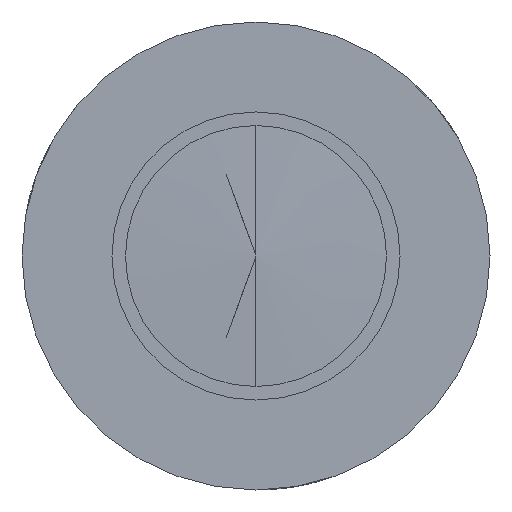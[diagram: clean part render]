
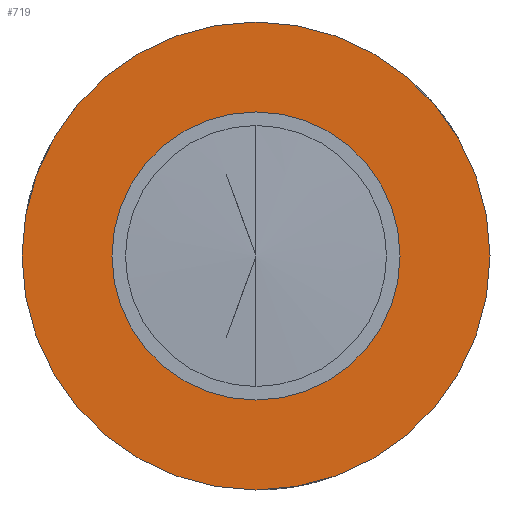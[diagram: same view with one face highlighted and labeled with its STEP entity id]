
A CAD part, left-side view. The second image highlights one B-rep face of the part: STEP entity #719.
In plain terms, the highlighted planar face has unit normal (-1, 0, 0).
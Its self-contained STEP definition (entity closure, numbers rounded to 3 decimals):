
#14 = DIRECTION ( 'NONE',  ( 0., 0., 1. ) ) ;
#80 = DIRECTION ( 'NONE',  ( 0., 0., 1. ) ) ;
#83 = ORIENTED_EDGE ( 'NONE', *, *, #332, .F. ) ;
#92 = VERTEX_POINT ( 'NONE', #806 ) ;
#106 = EDGE_CURVE ( 'NONE', #540, #92, #456, .T. ) ;
#127 = DIRECTION ( 'NONE',  ( 1., 0., 0. ) ) ;
#132 = AXIS2_PLACEMENT_3D ( 'NONE', #688, #855, #80 ) ;
#170 = AXIS2_PLACEMENT_3D ( 'NONE', #825, #323, #676 ) ;
#172 = ORIENTED_EDGE ( 'NONE', *, *, #895, .F. ) ;
#182 = DIRECTION ( 'NONE',  ( 1., 0., 0. ) ) ;
#205 = AXIS2_PLACEMENT_3D ( 'NONE', #759, #1021, #1100 ) ;
#252 = CIRCLE ( 'NONE', #1091, 13. ) ;
#257 = EDGE_CURVE ( 'NONE', #92, #540, #968, .T. ) ;
#280 = CARTESIAN_POINT ( 'NONE',  ( 68.09, 0., 13. ) ) ;
#304 = CARTESIAN_POINT ( 'NONE',  ( 68.09, 0., -13. ) ) ;
#323 = DIRECTION ( 'NONE',  ( 1., 0., 0. ) ) ;
#332 = EDGE_CURVE ( 'NONE', #553, #709, #713, .T. ) ;
#336 = EDGE_LOOP ( 'NONE', ( #1036, #527 ) ) ;
#392 = CARTESIAN_POINT ( 'NONE',  ( 68.09, 0., 0. ) ) ;
#446 = CARTESIAN_POINT ( 'NONE',  ( 68.09, 0., 0. ) ) ;
#456 = CIRCLE ( 'NONE', #1058, 8. ) ;
#468 = FACE_BOUND ( 'NONE', #336, .T. ) ;
#492 = EDGE_LOOP ( 'NONE', ( #83, #172 ) ) ;
#527 = ORIENTED_EDGE ( 'NONE', *, *, #257, .T. ) ;
#540 = VERTEX_POINT ( 'NONE', #976 ) ;
#553 = VERTEX_POINT ( 'NONE', #280 ) ;
#578 = DIRECTION ( 'NONE',  ( 0., 0., 1. ) ) ;
#676 = DIRECTION ( 'NONE',  ( 0., -0.35, 0.937 ) ) ;
#688 = CARTESIAN_POINT ( 'NONE',  ( 68.09, 0., 0. ) ) ;
#709 = VERTEX_POINT ( 'NONE', #304 ) ;
#713 = CIRCLE ( 'NONE', #132, 13. ) ;
#719 = ADVANCED_FACE ( 'NONE', ( #468, #1012 ), #1094, .F. ) ;
#759 = CARTESIAN_POINT ( 'NONE',  ( 68.09, 0., 0. ) ) ;
#806 = CARTESIAN_POINT ( 'NONE',  ( 68.09, 0., -8. ) ) ;
#825 = CARTESIAN_POINT ( 'NONE',  ( 68.09, 16.925, -7.728 ) ) ;
#855 = DIRECTION ( 'NONE',  ( 1., 0., 0. ) ) ;
#895 = EDGE_CURVE ( 'NONE', #709, #553, #252, .T. ) ;
#968 = CIRCLE ( 'NONE', #205, 8. ) ;
#976 = CARTESIAN_POINT ( 'NONE',  ( 68.09, 0., 8. ) ) ;
#1012 = FACE_OUTER_BOUND ( 'NONE', #492, .T. ) ;
#1021 = DIRECTION ( 'NONE',  ( 1., 0., 0. ) ) ;
#1036 = ORIENTED_EDGE ( 'NONE', *, *, #106, .T. ) ;
#1058 = AXIS2_PLACEMENT_3D ( 'NONE', #392, #127, #578 ) ;
#1091 = AXIS2_PLACEMENT_3D ( 'NONE', #446, #182, #14 ) ;
#1094 = PLANE ( 'NONE',  #170 ) ;
#1100 = DIRECTION ( 'NONE',  ( 0., 0., 1. ) ) ;
